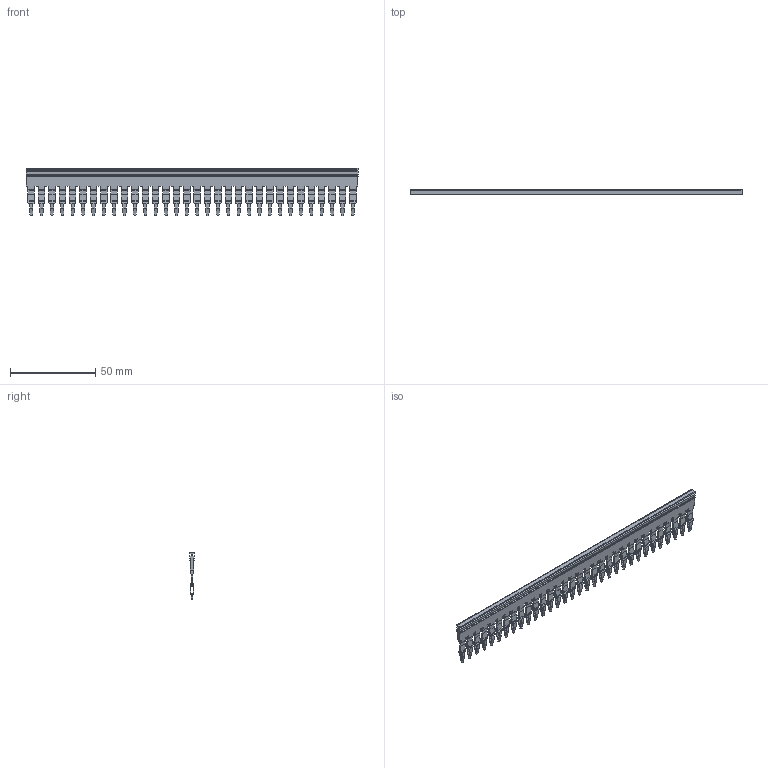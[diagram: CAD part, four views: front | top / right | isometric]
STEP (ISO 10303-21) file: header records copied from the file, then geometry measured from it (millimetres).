
FILE_DESCRIPTION(('CATIA V5 STEP Exchange','CAx-IF Rec.Pracs.--- Model Styling and Organization---1.5--- 2016-08-15','CAx-IF Rec.Pracs.---Supplemental Geometry---1.0---2011-11-01','CAx-IF Rec.Pracs.--- Composite Materials ---1.1---2010-07-15'),'2;1');
FILE_NAME ('382592-4_3', '2025-09-22T06:33:01+00:00', ('none'), ('Weidmueller'), 'CATIA Version 5-6 Release 2024 SP4', 'CATIA V5 STEP AP214 v3', 'none');
FILE_SCHEMA(('AUTOMOTIVE_DESIGN { 1 0 10303 214 1 1 1 1 }'));
Products named in the file (1): 2561670000
Bounding box: 195.18 x 2.8 x 27.95 mm (x, y, z)
Volume: 5902.7 mm3; surface area: 12428.4 mm2
Topology: 33 solids, 33 shells, 3071 faces, 7956 edges, 4887 vertices
Faces by surface type: plane 2108, cylinder 707, bspline 256
Entity records: 89700 total; most frequent: CARTESIAN_POINT 21337, ORIENTED_EDGE 15912, DIRECTION 11026, EDGE_CURVE 7956, VECTOR 5903, LINE 5903, VERTEX_POINT 4887, AXIS2_PLACEMENT_3D 3145
